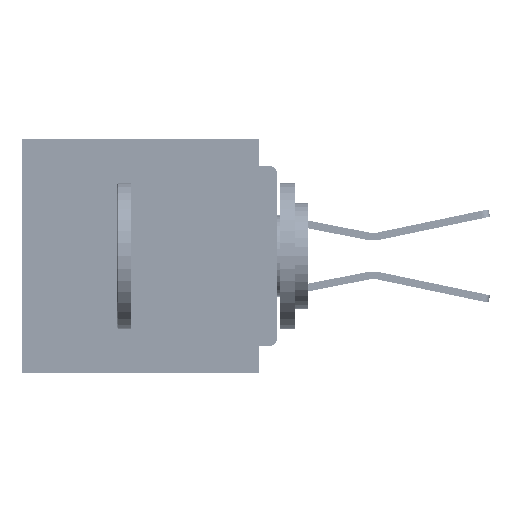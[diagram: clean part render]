
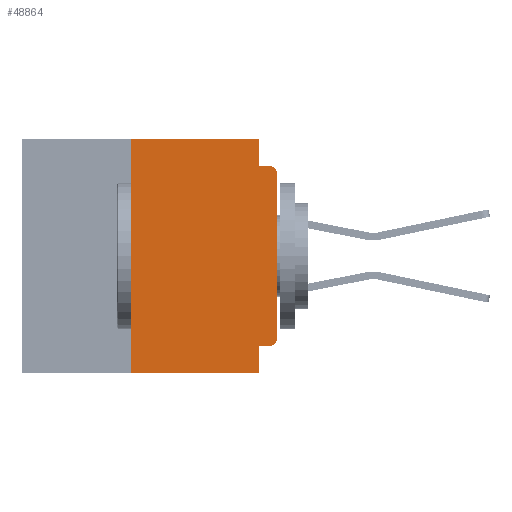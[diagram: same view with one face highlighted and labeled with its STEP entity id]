
A CAD part, left-side view. The second image highlights one B-rep face of the part: STEP entity #48864.
In plain terms, the highlighted planar face has unit normal (-1, 0, 0).
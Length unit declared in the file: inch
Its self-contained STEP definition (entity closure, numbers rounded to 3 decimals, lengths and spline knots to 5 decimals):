
#229 = ORIENTED_EDGE ( 'NONE', *, *, #12013, .T. ) ;
#386 = CARTESIAN_POINT ( 'NONE',  ( 0., 0.25, -0.4 ) ) ;
#409 = CARTESIAN_POINT ( 'NONE',  ( 0., 0.031, -0.045 ) ) ;
#1386 = VECTOR ( 'NONE', #43112, 39.37008 ) ;
#1947 = CARTESIAN_POINT ( 'NONE',  ( 0., 0.015, -0.045 ) ) ;
#2546 = EDGE_CURVE ( 'NONE', #21479, #46545, #23132, .T. ) ;
#2551 = VERTEX_POINT ( 'NONE', #64398 ) ;
#2576 = FACE_OUTER_BOUND ( 'NONE', #14170, .T. ) ;
#2642 = EDGE_CURVE ( 'NONE', #3227, #3139, #16731, .T. ) ;
#3139 = VERTEX_POINT ( 'NONE', #44189 ) ;
#3227 = VERTEX_POINT ( 'NONE', #40484 ) ;
#3404 = ORIENTED_EDGE ( 'NONE', *, *, #14247, .F. ) ;
#4107 = VECTOR ( 'NONE', #64950, 39.37008 ) ;
#5191 = CIRCLE ( 'NONE', #32064, 0.015 ) ;
#5721 = LINE ( 'NONE', #34265, #4107 ) ;
#8060 = ORIENTED_EDGE ( 'NONE', *, *, #42624, .F. ) ;
#9293 = CARTESIAN_POINT ( 'NONE',  ( 0., 0.25, -0.4 ) ) ;
#10054 = CARTESIAN_POINT ( 'NONE',  ( 0., 0.015, -0.06 ) ) ;
#11316 = VECTOR ( 'NONE', #22568, 39.37008 ) ;
#12013 = EDGE_CURVE ( 'NONE', #46545, #40337, #12282, .T. ) ;
#12136 = PLANE ( 'NONE',  #49136 ) ;
#12282 = LINE ( 'NONE', #41625, #37714 ) ;
#14170 = EDGE_LOOP ( 'NONE', ( #229, #51532, #8060, #3404, #42865, #32947, #25727, #21835, #46885, #28240 ) ) ;
#14247 = EDGE_CURVE ( 'NONE', #15415, #35073, #38317, .T. ) ;
#15004 = LINE ( 'NONE', #48047, #1386 ) ;
#15127 = DIRECTION ( 'NONE',  ( 0., 0., -1. ) ) ;
#15415 = VERTEX_POINT ( 'NONE', #57571 ) ;
#16267 = VERTEX_POINT ( 'NONE', #9293 ) ;
#16458 = AXIS2_PLACEMENT_3D ( 'NONE', #64093, #64012, #63999 ) ;
#16731 = LINE ( 'NONE', #61191, #43771 ) ;
#17522 = EDGE_CURVE ( 'NONE', #21479, #3227, #37051, .T. ) ;
#18971 = EDGE_CURVE ( 'NONE', #2551, #15415, #5721, .T. ) ;
#19975 = CARTESIAN_POINT ( 'NONE',  ( 0., 0., -0.34 ) ) ;
#21479 = VERTEX_POINT ( 'NONE', #65325 ) ;
#21835 = ORIENTED_EDGE ( 'NONE', *, *, #2642, .F. ) ;
#22322 = CARTESIAN_POINT ( 'NONE',  ( 0., 0.437, 0. ) ) ;
#22568 = DIRECTION ( 'NONE',  ( 0., 0., -1. ) ) ;
#23132 = CIRCLE ( 'NONE', #16458, 0.015 ) ;
#24344 = VECTOR ( 'NONE', #46463, 39.37008 ) ;
#24972 = CARTESIAN_POINT ( 'NONE',  ( 0., 0., -0.355 ) ) ;
#25150 = VECTOR ( 'NONE', #60544, 39.37008 ) ;
#25727 = ORIENTED_EDGE ( 'NONE', *, *, #44897, .T. ) ;
#27452 = DIRECTION ( 'NONE',  ( 0., 0., -1. ) ) ;
#28240 = ORIENTED_EDGE ( 'NONE', *, *, #2546, .T. ) ;
#31620 = VERTEX_POINT ( 'NONE', #1947 ) ;
#32064 = AXIS2_PLACEMENT_3D ( 'NONE', #10054, #45583, #15127 ) ;
#32947 = ORIENTED_EDGE ( 'NONE', *, *, #41474, .F. ) ;
#34265 = CARTESIAN_POINT ( 'NONE',  ( 0., 0.437, 0. ) ) ;
#35073 = VERTEX_POINT ( 'NONE', #409 ) ;
#37051 = LINE ( 'NONE', #24972, #25150 ) ;
#37607 = VECTOR ( 'NONE', #41134, 39.37008 ) ;
#37714 = VECTOR ( 'NONE', #46775, 39.37008 ) ;
#38317 = LINE ( 'NONE', #58161, #11316 ) ;
#39197 = LINE ( 'NONE', #386, #37607 ) ;
#40337 = VERTEX_POINT ( 'NONE', #46405 ) ;
#40484 = CARTESIAN_POINT ( 'NONE',  ( 0., 0.031, -0.355 ) ) ;
#41134 = DIRECTION ( 'NONE',  ( 0., 0., 1. ) ) ;
#41320 = CARTESIAN_POINT ( 'NONE',  ( 0., 0.437, -0.4 ) ) ;
#41474 = EDGE_CURVE ( 'NONE', #16267, #2551, #39197, .T. ) ;
#41625 = CARTESIAN_POINT ( 'NONE',  ( 0., 0., 0. ) ) ;
#42624 = EDGE_CURVE ( 'NONE', #35073, #31620, #15004, .T. ) ;
#42865 = ORIENTED_EDGE ( 'NONE', *, *, #18971, .F. ) ;
#43112 = DIRECTION ( 'NONE',  ( 0., -1., 0. ) ) ;
#43771 = VECTOR ( 'NONE', #61111, 39.37008 ) ;
#44189 = CARTESIAN_POINT ( 'NONE',  ( 0., 0.031, -0.4 ) ) ;
#44799 = EDGE_CURVE ( 'NONE', #40337, #31620, #5191, .T. ) ;
#44897 = EDGE_CURVE ( 'NONE', #16267, #3139, #64932, .T. ) ;
#45583 = DIRECTION ( 'NONE',  ( -1., 0., 0. ) ) ;
#46405 = CARTESIAN_POINT ( 'NONE',  ( 0., 0., -0.06 ) ) ;
#46463 = DIRECTION ( 'NONE',  ( 0., -1., 0. ) ) ;
#46545 = VERTEX_POINT ( 'NONE', #19975 ) ;
#46775 = DIRECTION ( 'NONE',  ( 0., 0., 1. ) ) ;
#46885 = ORIENTED_EDGE ( 'NONE', *, *, #17522, .F. ) ;
#48047 = CARTESIAN_POINT ( 'NONE',  ( 0., 0., -0.045 ) ) ;
#48864 = ADVANCED_FACE ( 'NONE', ( #2576 ), #12136, .F. ) ;
#49136 = AXIS2_PLACEMENT_3D ( 'NONE', #22322, #57929, #27452 ) ;
#51532 = ORIENTED_EDGE ( 'NONE', *, *, #44799, .T. ) ;
#57571 = CARTESIAN_POINT ( 'NONE',  ( 0., 0.031, 0. ) ) ;
#57929 = DIRECTION ( 'NONE',  ( 1., 0., 0. ) ) ;
#58161 = CARTESIAN_POINT ( 'NONE',  ( 0., 0.031, 0. ) ) ;
#60544 = DIRECTION ( 'NONE',  ( 0., 1., 0. ) ) ;
#61111 = DIRECTION ( 'NONE',  ( 0., 0., -1. ) ) ;
#61191 = CARTESIAN_POINT ( 'NONE',  ( 0., 0.031, -0.4 ) ) ;
#63999 = DIRECTION ( 'NONE',  ( 0., 0., -1. ) ) ;
#64012 = DIRECTION ( 'NONE',  ( -1., 0., 0. ) ) ;
#64093 = CARTESIAN_POINT ( 'NONE',  ( 0., 0.015, -0.34 ) ) ;
#64398 = CARTESIAN_POINT ( 'NONE',  ( 0., 0.25, 0. ) ) ;
#64932 = LINE ( 'NONE', #41320, #24344 ) ;
#64950 = DIRECTION ( 'NONE',  ( 0., -1., 0. ) ) ;
#65325 = CARTESIAN_POINT ( 'NONE',  ( 0., 0.015, -0.355 ) ) ;
